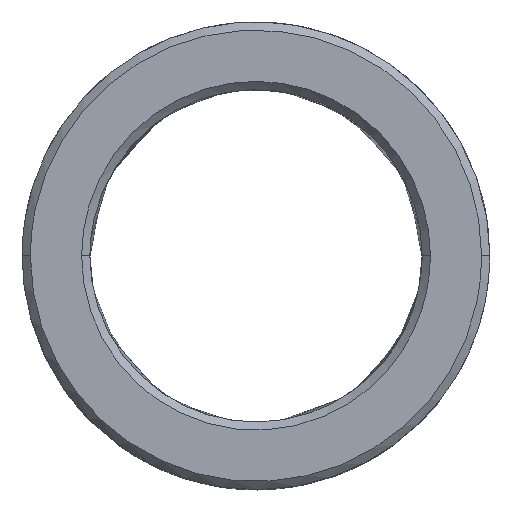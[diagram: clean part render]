
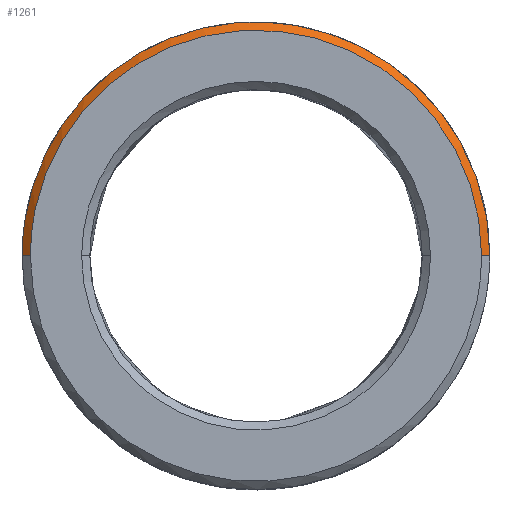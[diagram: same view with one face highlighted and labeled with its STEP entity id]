
A CAD part, top view. The second image highlights one B-rep face of the part: STEP entity #1261.
In plain terms, the highlighted free-form (B-spline) face has degree [1, 3] with [2, 7] control points.
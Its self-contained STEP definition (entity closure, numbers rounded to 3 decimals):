
#22 = EDGE_CURVE ( 'NONE', #1751, #1371, #1264, .T. ) ;
#75 = CARTESIAN_POINT ( 'NONE',  ( 27.5, 0., 25. ) ) ;
#111 = CARTESIAN_POINT ( 'NONE',  ( 27.5, 1.801, 25. ) ) ;
#118 = CARTESIAN_POINT ( 'NONE',  ( -20.719, 18.172, 25. ) ) ;
#124 = VERTEX_POINT ( 'NONE', #271 ) ;
#168 = CARTESIAN_POINT ( 'NONE',  ( -28.5, 16.695, 24. ) ) ;
#198 = CARTESIAN_POINT ( 'NONE',  ( 16.109, 27.5, 25. ) ) ;
#229 = CARTESIAN_POINT ( 'NONE',  ( -27.5, 0., 25. ) ) ;
#254 = CARTESIAN_POINT ( 'NONE',  ( 28.5, 0., 24. ) ) ;
#271 = CARTESIAN_POINT ( 'NONE',  ( -27.5, 0., 25. ) ) ;
#331 = CARTESIAN_POINT ( 'NONE',  ( -27.5, 0., 25. ) ) ;
#339 =( BOUNDED_SURFACE ( )  B_SPLINE_SURFACE ( 1, 3, ( 
 ( #331, #757, #909, #1619, #198, #605, #1315 ),
 ( #1477, #1759, #1181, #1295, #1170, #1334, #463 ) ),
 .UNSPECIFIED., .F., .F., .F. ) 
 B_SPLINE_SURFACE_WITH_KNOTS ( ( 2, 2 ),
 ( 4, 3, 4 ),
 ( 0., 1. ),
 ( 0., 0.5, 1. ),
 .UNSPECIFIED. ) 
 GEOMETRIC_REPRESENTATION_ITEM ( )  RATIONAL_B_SPLINE_SURFACE ( (
 ( 1., 0.805, 0.805, 1., 0.805, 0.805, 1.),
 ( 1., 0.805, 0.805, 1., 0.805, 0.805, 1.) ) ) 
 REPRESENTATION_ITEM ( '' )  SURFACE ( )  );
#353 = ORIENTED_EDGE ( 'NONE', *, *, #1620, .T. ) ;
#357 = EDGE_CURVE ( 'NONE', #530, #124, #1823, .T. ) ;
#368 = CARTESIAN_POINT ( 'NONE',  ( 16.776, 21.865, 25. ) ) ;
#370 = CARTESIAN_POINT ( 'NONE',  ( 28.5, 0., 24. ) ) ;
#376 = CARTESIAN_POINT ( 'NONE',  ( 21.865, 16.776, 25. ) ) ;
#392 = CARTESIAN_POINT ( 'NONE',  ( -28.5, 0., 24. ) ) ;
#404 = CARTESIAN_POINT ( 'NONE',  ( 23.866, 13.78, 25. ) ) ;
#411 = CARTESIAN_POINT ( 'NONE',  ( -27.5, 0., 25. ) ) ;
#418 = CARTESIAN_POINT ( 'NONE',  ( -3.598, 27.323, 25. ) ) ;
#427 = CARTESIAN_POINT ( 'NONE',  ( -18.172, 20.719, 25. ) ) ;
#463 = CARTESIAN_POINT ( 'NONE',  ( 28.5, 0., 24. ) ) ;
#474 = ORIENTED_EDGE ( 'NONE', *, *, #851, .F. ) ;
#513 = CARTESIAN_POINT ( 'NONE',  ( 26.62, 7.132, 25. ) ) ;
#530 = VERTEX_POINT ( 'NONE', #392 ) ;
#563 = CARTESIAN_POINT ( 'NONE',  ( -13.78, 23.866, 25. ) ) ;
#604 = CARTESIAN_POINT ( 'NONE',  ( 0., 28.5, 24. ) ) ;
#605 = CARTESIAN_POINT ( 'NONE',  ( 27.5, 16.109, 25. ) ) ;
#687 = CARTESIAN_POINT ( 'NONE',  ( 27.323, 3.598, 25. ) ) ;
#694 = CARTESIAN_POINT ( 'NONE',  ( -24.717, 12.188, 25. ) ) ;
#757 = CARTESIAN_POINT ( 'NONE',  ( -27.5, 16.109, 25. ) ) ;
#799 = CARTESIAN_POINT ( 'NONE',  ( 26.096, 8.86, 25. ) ) ;
#851 = EDGE_CURVE ( 'NONE', #1751, #124, #1692, .T. ) ;
#890 = CARTESIAN_POINT ( 'NONE',  ( 28.5, 0., 24. ) ) ;
#900 = CARTESIAN_POINT ( 'NONE',  ( 28.5, 16.695, 24. ) ) ;
#908 = CARTESIAN_POINT ( 'NONE',  ( 27.5, 0., 25. ) ) ;
#909 = CARTESIAN_POINT ( 'NONE',  ( -16.109, 27.5, 25. ) ) ;
#941 = CARTESIAN_POINT ( 'NONE',  ( 13.78, 23.866, 25. ) ) ;
#978 = CARTESIAN_POINT ( 'NONE',  ( 20.719, 18.172, 25. ) ) ;
#993 = CARTESIAN_POINT ( 'NONE',  ( -27.323, 3.598, 25. ) ) ;
#1010 = CARTESIAN_POINT ( 'NONE',  ( -27.5, 1.801, 25. ) ) ;
#1047 = FACE_OUTER_BOUND ( 'NONE', #1657, .T. ) ;
#1076 = ORIENTED_EDGE ( 'NONE', *, *, #22, .T. ) ;
#1158 = CARTESIAN_POINT ( 'NONE',  ( 16.695, 28.5, 24. ) ) ;
#1170 = CARTESIAN_POINT ( 'NONE',  ( 16.695, 28.5, 24. ) ) ;
#1181 = CARTESIAN_POINT ( 'NONE',  ( -16.695, 28.5, 24. ) ) ;
#1220 = CARTESIAN_POINT ( 'NONE',  ( 7.132, 26.62, 25. ) ) ;
#1248 = CARTESIAN_POINT ( 'NONE',  ( 24.717, 12.188, 25. ) ) ;
#1255 = CARTESIAN_POINT ( 'NONE',  ( -26.62, 7.132, 25. ) ) ;
#1261 = ADVANCED_FACE ( 'NONE', ( #1047 ), #339, .F. ) ;
#1264 = B_SPLINE_CURVE_WITH_KNOTS ( 'NONE', 1,
 ( #1397, #254 ),
 .UNSPECIFIED., .F., .F.,
 ( 2, 2 ),
 ( -1., 0. ),
 .UNSPECIFIED. ) ;
#1295 = CARTESIAN_POINT ( 'NONE',  ( 0., 28.5, 24. ) ) ;
#1303 = CARTESIAN_POINT ( 'NONE',  ( -28.5, 0., 24. ) ) ;
#1315 = CARTESIAN_POINT ( 'NONE',  ( 27.5, 0., 25. ) ) ;
#1334 = CARTESIAN_POINT ( 'NONE',  ( 28.5, 16.695, 24. ) ) ;
#1357 = CARTESIAN_POINT ( 'NONE',  ( 8.86, 26.096, 25. ) ) ;
#1371 = VERTEX_POINT ( 'NONE', #370 ) ;
#1397 = CARTESIAN_POINT ( 'NONE',  ( 27.5, 0., 25. ) ) ;
#1400 = CARTESIAN_POINT ( 'NONE',  ( -12.188, 24.717, 25. ) ) ;
#1418 = CARTESIAN_POINT ( 'NONE',  ( -7.132, 26.62, 25. ) ) ;
#1425 =( BOUNDED_CURVE ( )  B_SPLINE_CURVE ( 3, ( #890, #900, #1158, #604, #1443, #168, #1303 ),
 .UNSPECIFIED., .F., .T. ) 
 B_SPLINE_CURVE_WITH_KNOTS ( ( 4, 3, 4 ),
 ( -3.142, -1.571, 0. ),
 .UNSPECIFIED. ) 
 CURVE ( )  GEOMETRIC_REPRESENTATION_ITEM ( )  RATIONAL_B_SPLINE_CURVE ( ( 1., 0.805, 0.805, 1., 0.805, 0.805, 1. ) ) 
 REPRESENTATION_ITEM ( '' )  );
#1427 = CARTESIAN_POINT ( 'NONE',  ( -26.096, 8.86, 25. ) ) ;
#1443 = CARTESIAN_POINT ( 'NONE',  ( -16.695, 28.5, 24. ) ) ;
#1462 = CARTESIAN_POINT ( 'NONE',  ( -28.5, 0., 24. ) ) ;
#1477 = CARTESIAN_POINT ( 'NONE',  ( -28.5, 0., 24. ) ) ;
#1498 = CARTESIAN_POINT ( 'NONE',  ( 12.188, 24.717, 25. ) ) ;
#1545 = CARTESIAN_POINT ( 'NONE',  ( -8.86, 26.096, 25. ) ) ;
#1571 = CARTESIAN_POINT ( 'NONE',  ( -1.801, 27.5, 25. ) ) ;
#1619 = CARTESIAN_POINT ( 'NONE',  ( 0., 27.5, 25. ) ) ;
#1620 = EDGE_CURVE ( 'NONE', #1371, #530, #1425, .T. ) ;
#1643 = CARTESIAN_POINT ( 'NONE',  ( 18.172, 20.719, 25. ) ) ;
#1651 = CARTESIAN_POINT ( 'NONE',  ( 3.598, 27.323, 25. ) ) ;
#1657 = EDGE_LOOP ( 'NONE', ( #1076, #353, #1832, #474 ) ) ;
#1689 = CARTESIAN_POINT ( 'NONE',  ( -16.776, 21.865, 25. ) ) ;
#1692 = B_SPLINE_CURVE_WITH_KNOTS ( 'NONE', 3,
 ( #75, #111, #687, #513, #799, #1248, #404, #376, #978, #1643, #368, #941, #1498, #1357, #1220, #1651, #1789, #1571, #418, #1418, #1545, #1400, #563, #1689, #427, #118, #1722, #1835, #694, #1427, #1255, #993, #1010, #411 ),
 .UNSPECIFIED., .F., .F.,
 ( 4, 2, 2, 2, 2, 2, 2, 2, 2, 2, 2, 2, 2, 2, 2, 2, 4 ),
 ( 0., 0.196, 0.393, 0.589, 0.785, 0.982, 1.178, 1.374, 1.571, 1.767, 1.963, 2.16, 2.356, 2.553, 2.749, 2.945, 3.142 ),
 .UNSPECIFIED. ) ;
#1722 = CARTESIAN_POINT ( 'NONE',  ( -21.865, 16.776, 25. ) ) ;
#1751 = VERTEX_POINT ( 'NONE', #908 ) ;
#1759 = CARTESIAN_POINT ( 'NONE',  ( -28.5, 16.695, 24. ) ) ;
#1789 = CARTESIAN_POINT ( 'NONE',  ( 1.801, 27.5, 25. ) ) ;
#1823 = B_SPLINE_CURVE_WITH_KNOTS ( 'NONE', 1,
 ( #1462, #229 ),
 .UNSPECIFIED., .F., .F.,
 ( 2, 2 ),
 ( -1., 0. ),
 .UNSPECIFIED. ) ;
#1832 = ORIENTED_EDGE ( 'NONE', *, *, #357, .T. ) ;
#1835 = CARTESIAN_POINT ( 'NONE',  ( -23.866, 13.78, 25. ) ) ;
